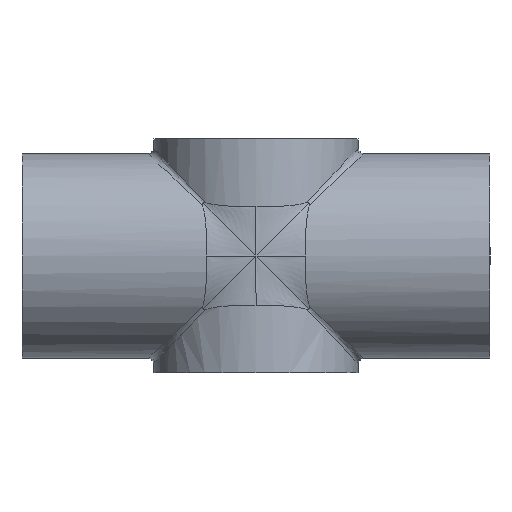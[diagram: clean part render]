
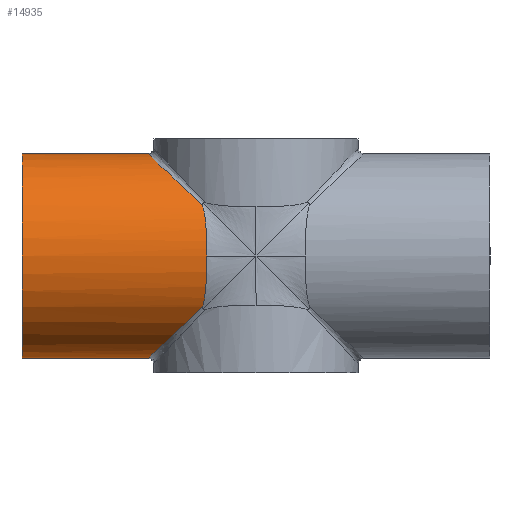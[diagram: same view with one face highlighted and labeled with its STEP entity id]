
A CAD part, front view. The second image highlights one B-rep face of the part: STEP entity #14935.
In plain terms, the highlighted cylindrical face has radius 35 mm (diameter 70 mm), a full revolution.
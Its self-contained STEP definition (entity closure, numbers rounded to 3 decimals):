
#2104=CARTESIAN_POINT('',(-16.803,-35.,0.));
#2105=VERTEX_POINT('',#2104);
#2126=CARTESIAN_POINT('',(-18.578,-30.268,-17.574));
#2127=VERTEX_POINT('',#2126);
#2128=CARTESIAN_POINT('',(-16.803,-35.,0.));
#2129=CARTESIAN_POINT('',(-16.803,-35.,-1.885));
#2130=CARTESIAN_POINT('',(-16.832,-34.843,-3.769));
#2131=CARTESIAN_POINT('',(-16.889,-34.557,-5.553));
#2132=CARTESIAN_POINT('',(-16.952,-34.243,-7.504));
#2133=CARTESIAN_POINT('',(-17.049,-33.775,-9.334));
#2134=CARTESIAN_POINT('',(-17.181,-33.247,-10.938));
#2135=CARTESIAN_POINT('',(-17.337,-32.616,-12.854));
#2136=CARTESIAN_POINT('',(-17.543,-31.905,-14.448));
#2137=CARTESIAN_POINT('',(-17.798,-31.33,-15.603));
#2138=CARTESIAN_POINT('',(-18.02,-30.826,-16.613));
#2139=CARTESIAN_POINT('',(-18.281,-30.432,-17.292));
#2140=CARTESIAN_POINT('',(-18.578,-30.268,-17.574));
#2141=B_SPLINE_CURVE_WITH_KNOTS('',3,(#2128,#2129,#2130,#2131,#2132,#2133,#2134,#2135,#2136,#2137,#2138,#2139,#2140),.UNSPECIFIED.,.F.,.U.,(4,3,3,3,4),(0.5,0.61,0.73,0.874,1.0),.UNSPECIFIED.);
#2142=EDGE_CURVE('',#2105,#2127,#2141,.T.);
#2539=CARTESIAN_POINT('',(-18.578,-30.268,17.574));
#2540=VERTEX_POINT('',#2539);
#2548=CARTESIAN_POINT('',(-18.578,-30.268,17.574));
#2549=CARTESIAN_POINT('',(-18.273,-30.436,17.285));
#2550=CARTESIAN_POINT('',(-18.007,-30.848,16.577));
#2551=CARTESIAN_POINT('',(-17.78,-31.37,15.522));
#2552=CARTESIAN_POINT('',(-17.544,-31.913,14.425));
#2553=CARTESIAN_POINT('',(-17.351,-32.57,12.948));
#2554=CARTESIAN_POINT('',(-17.201,-33.165,11.185));
#2555=CARTESIAN_POINT('',(-17.069,-33.689,9.631));
#2556=CARTESIAN_POINT('',(-16.969,-34.162,7.854));
#2557=CARTESIAN_POINT('',(-16.903,-34.49,5.952));
#2558=CARTESIAN_POINT('',(-16.841,-34.795,4.185));
#2559=CARTESIAN_POINT('',(-16.808,-34.974,2.311));
#2560=CARTESIAN_POINT('',(-16.804,-34.997,0.429));
#2561=CARTESIAN_POINT('',(-16.804,-34.999,0.286));
#2562=CARTESIAN_POINT('',(-16.803,-35.,0.143));
#2563=CARTESIAN_POINT('',(-16.803,-35.,0.));
#2564=B_SPLINE_CURVE_WITH_KNOTS('',3,(#2548,#2549,#2550,#2551,#2552,#2553,#2554,#2555,#2556,#2557,#2558,#2559,#2560,#2561,#2562,#2563),.UNSPECIFIED.,.F.,.U.,(4,3,3,3,3,4),(0.0,0.129,0.263,0.382,0.492,0.5),.UNSPECIFIED.);
#2565=EDGE_CURVE('',#2540,#2105,#2564,.T.);
#5015=CARTESIAN_POINT('',(-16.803,35.,0.));
#5016=VERTEX_POINT('',#5015);
#5037=CARTESIAN_POINT('',(-18.578,30.268,17.574));
#5038=VERTEX_POINT('',#5037);
#5039=CARTESIAN_POINT('',(-16.803,35.,0.));
#5040=CARTESIAN_POINT('',(-16.803,35.,1.885));
#5041=CARTESIAN_POINT('',(-16.832,34.843,3.769));
#5042=CARTESIAN_POINT('',(-16.889,34.557,5.553));
#5043=CARTESIAN_POINT('',(-16.952,34.243,7.504));
#5044=CARTESIAN_POINT('',(-17.049,33.775,9.334));
#5045=CARTESIAN_POINT('',(-17.181,33.247,10.938));
#5046=CARTESIAN_POINT('',(-17.337,32.616,12.854));
#5047=CARTESIAN_POINT('',(-17.543,31.905,14.448));
#5048=CARTESIAN_POINT('',(-17.798,31.33,15.603));
#5049=CARTESIAN_POINT('',(-18.02,30.826,16.613));
#5050=CARTESIAN_POINT('',(-18.281,30.432,17.292));
#5051=CARTESIAN_POINT('',(-18.578,30.268,17.574));
#5052=B_SPLINE_CURVE_WITH_KNOTS('',3,(#5039,#5040,#5041,#5042,#5043,#5044,#5045,#5046,#5047,#5048,#5049,#5050,#5051),.UNSPECIFIED.,.F.,.U.,(4,3,3,3,4),(0.5,0.61,0.73,0.874,1.0),.UNSPECIFIED.);
#5053=EDGE_CURVE('',#5016,#5038,#5052,.T.);
#5450=CARTESIAN_POINT('',(-18.578,30.268,-17.574));
#5451=VERTEX_POINT('',#5450);
#5459=CARTESIAN_POINT('',(-18.578,30.268,-17.574));
#5460=CARTESIAN_POINT('',(-18.273,30.436,-17.285));
#5461=CARTESIAN_POINT('',(-18.007,30.848,-16.577));
#5462=CARTESIAN_POINT('',(-17.78,31.37,-15.522));
#5463=CARTESIAN_POINT('',(-17.544,31.913,-14.425));
#5464=CARTESIAN_POINT('',(-17.351,32.57,-12.948));
#5465=CARTESIAN_POINT('',(-17.201,33.165,-11.185));
#5466=CARTESIAN_POINT('',(-17.069,33.689,-9.631));
#5467=CARTESIAN_POINT('',(-16.969,34.162,-7.854));
#5468=CARTESIAN_POINT('',(-16.903,34.49,-5.952));
#5469=CARTESIAN_POINT('',(-16.841,34.795,-4.185));
#5470=CARTESIAN_POINT('',(-16.808,34.974,-2.311));
#5471=CARTESIAN_POINT('',(-16.804,34.997,-0.429));
#5472=CARTESIAN_POINT('',(-16.804,34.999,-0.286));
#5473=CARTESIAN_POINT('',(-16.803,35.,-0.143));
#5474=CARTESIAN_POINT('',(-16.803,35.,0.));
#5475=B_SPLINE_CURVE_WITH_KNOTS('',3,(#5459,#5460,#5461,#5462,#5463,#5464,#5465,#5466,#5467,#5468,#5469,#5470,#5471,#5472,#5473,#5474),.UNSPECIFIED.,.F.,.U.,(4,3,3,3,3,4),(0.0,0.129,0.263,0.382,0.492,0.5),.UNSPECIFIED.);
#5476=EDGE_CURVE('',#5451,#5016,#5475,.T.);
#14420=CARTESIAN_POINT('',(0.0,0.0,0.0));
#14421=DIRECTION('',(0.687,0.0,0.726));
#14422=DIRECTION('',(-0.726,0.0,0.687));
#14423=AXIS2_PLACEMENT_3D('',#14420,#14421,#14422);
#14424=ELLIPSE('',#14423,50.931,35.);
#14425=EDGE_CURVE('',#5038,#2540,#14424,.T.);
#14562=CARTESIAN_POINT('',(0.0,0.0,0.0));
#14563=DIRECTION('',(0.687,0.0,-0.726));
#14564=DIRECTION('',(-0.726,0.0,-0.687));
#14565=AXIS2_PLACEMENT_3D('',#14562,#14563,#14564);
#14566=ELLIPSE('',#14565,50.931,35.);
#14567=EDGE_CURVE('',#2127,#5451,#14566,.T.);
#14911=CARTESIAN_POINT('',(0.0,0.0,0.0));
#14912=DIRECTION('',(-1.0,0.0,0.0));
#14913=DIRECTION('',(0.0,-1.0,0.0));
#14914=AXIS2_PLACEMENT_3D('',#14911,#14912,#14913);
#14915=CYLINDRICAL_SURFACE('',#14914,35.);
#14916=CARTESIAN_POINT('',(-80.,-35.,0.0));
#14917=VERTEX_POINT('',#14916);
#14918=CARTESIAN_POINT('',(-80.,0.0,0.0));
#14919=DIRECTION('',(-1.0,0.0,0.0));
#14920=DIRECTION('',(0.0,-1.0,0.0));
#14921=AXIS2_PLACEMENT_3D('',#14918,#14919,#14920);
#14922=CIRCLE('',#14921,35.);
#14923=EDGE_CURVE('',#14917,#14917,#14922,.T.);
#14924=ORIENTED_EDGE('',*,*,#14923,.F.);
#14925=EDGE_LOOP('',(#14924));
#14926=FACE_OUTER_BOUND('',#14925,.T.);
#14927=ORIENTED_EDGE('',*,*,#2565,.F.);
#14928=ORIENTED_EDGE('',*,*,#14425,.F.);
#14929=ORIENTED_EDGE('',*,*,#5053,.F.);
#14930=ORIENTED_EDGE('',*,*,#5476,.F.);
#14931=ORIENTED_EDGE('',*,*,#14567,.F.);
#14932=ORIENTED_EDGE('',*,*,#2142,.F.);
#14933=EDGE_LOOP('',(#14927,#14928,#14929,#14930,#14931,#14932));
#14934=FACE_BOUND('',#14933,.T.);
#14935=ADVANCED_FACE('',(#14926,#14934),#14915,.T.);
